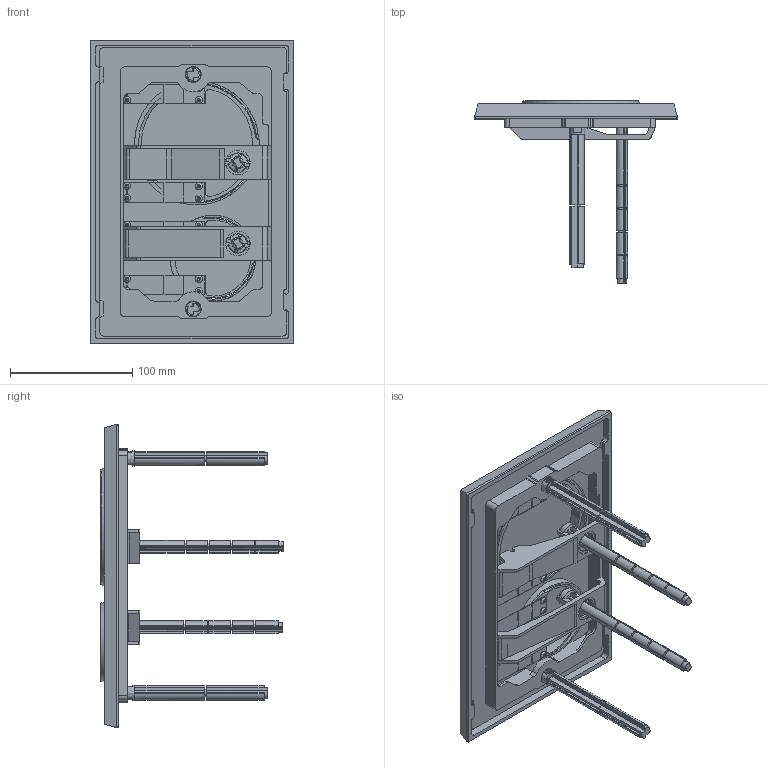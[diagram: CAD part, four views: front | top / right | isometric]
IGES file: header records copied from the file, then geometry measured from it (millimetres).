
Global section: file name: V171; native system: Autodesk Inventor 2024; preprocessor: unknown; author: rclarke; date: 20240718.103640; units: millimetre
Bounding box: 165.5 x 149.4 x 247.5 mm (x, y, z)
Volume: 272752 mm3; surface area: 227154.1 mm2
Topology: 29 solids, 29 shells, 1389 faces, 3996 edges, 2676 vertices
Faces by surface type: bspline 1389
